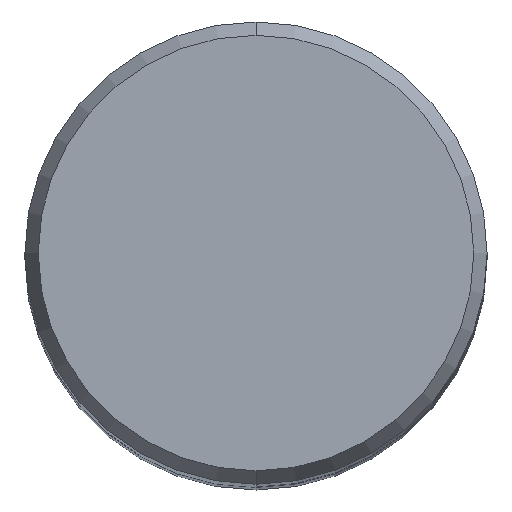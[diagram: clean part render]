
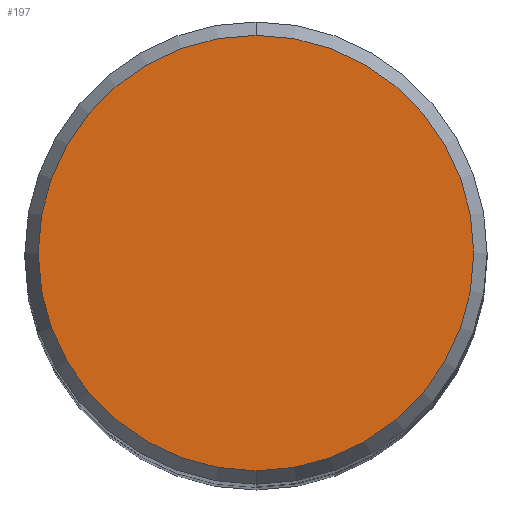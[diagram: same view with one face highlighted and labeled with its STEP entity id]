
A CAD part, top view. The second image highlights one B-rep face of the part: STEP entity #197.
In plain terms, the highlighted planar face has unit normal (0, 0, 1).
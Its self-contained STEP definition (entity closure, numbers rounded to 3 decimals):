
#197=ADVANCED_FACE('',(#398),#399,.T.);
#207=EDGE_CURVE('',#273,#229,#409,.T.);
#229=VERTEX_POINT('',#433);
#239=EDGE_CURVE('',#229,#273,#443,.T.);
#273=VERTEX_POINT('',#482);
#398=FACE_OUTER_BOUND('',#628,.T.);
#399=PLANE('',#629);
#409=CIRCLE('',#642,7.479);
#433=CARTESIAN_POINT('',(0.,-7.479,0.01));
#443=CIRCLE('',#685,7.479);
#482=CARTESIAN_POINT('',(0.0,7.479,0.01));
#628=EDGE_LOOP('',(#887,#888));
#629=AXIS2_PLACEMENT_3D('',#889,#890,#891);
#642=AXIS2_PLACEMENT_3D('',#898,#899,#900);
#685=AXIS2_PLACEMENT_3D('',#931,#932,#933);
#887=ORIENTED_EDGE('',*,*,#207,.F.);
#888=ORIENTED_EDGE('',*,*,#239,.F.);
#889=CARTESIAN_POINT('',(0.0,3.74,0.01));
#890=DIRECTION('',(-0.0,0.0,1.0));
#891=DIRECTION('',(0.0,-1.0,0.0));
#898=CARTESIAN_POINT('',(0.0,0.0,0.01));
#899=DIRECTION('',(0.0,0.0,-1.0));
#900=DIRECTION('',(0.0,1.0,0.0));
#931=CARTESIAN_POINT('',(0.0,0.0,0.01));
#932=DIRECTION('',(0.0,0.0,-1.0));
#933=DIRECTION('',(0.0,1.0,0.0));
